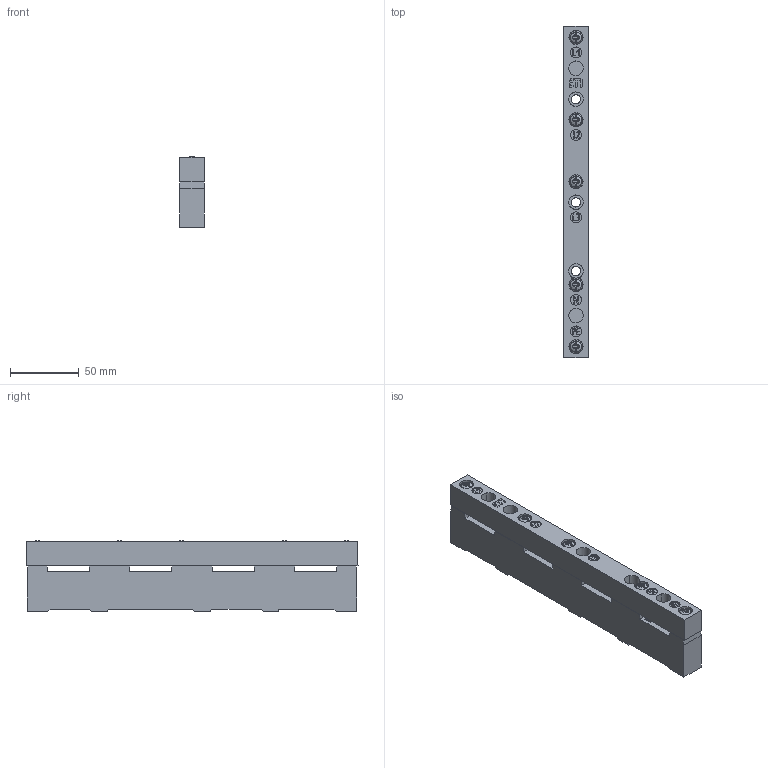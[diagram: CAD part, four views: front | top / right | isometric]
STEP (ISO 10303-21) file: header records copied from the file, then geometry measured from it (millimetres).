
FILE_DESCRIPTION((''),'2;1');
FILE_NAME('001696002_BBS_60-4_ASM','2023-11-22T12:43:37',('klemen.sitar'),('Audax d.o.o.'),'CREO PARAMETRIC BY PTC INC, 2021304','CREO PARAMETRIC BY PTC INC, 2021304','');
FILE_SCHEMA(('AP242_MANAGED_MODEL_BASED_3D_ENGINEERING_MIM_LF { 1 0 10303 442 1 1 4 }'));
Length unit declared in the file: millimetre
Products named in the file (18): 33675_01_L_SST-UNTERTEIL_4-POLI; HAUPTKOERPER_NICHT_BENUTZEN_2_1; HAUPTKOERPER_NICHT_BENUTZEN_3_1; HAUPTKOERPER_NICHT_BENUTZEN_4_1; HAUPTKOERPER_NICHT_BENUTZEN_5_1; HAUPTKOERPER_NICHT_BENUTZEN_6_1; HAUPTKOERPER_NICHT_BENUTZEN_7_1; HAUPTKOERPER_NICHT_BENUTZEN_8_1; HAUPTKOERPER_NICHT_BENUTZEN_9_1; PRT0113_1_1; PRT0113_1_2; PRT0113_1_3; PRT0113_1_ASM; HAUPTKOERPER_NICHT_BENUTZEN_10_; 33676_01_L_SST-OBERTEIL_4-POLIG_ASM; 67481_EJOT-PT-SCHRAUBE_1_1; PRT0114_1; 001696002_BBS_60-4_ASM
Assembly tree (21 placements, depth 4):
  001696002_BBS_60-4_ASM
    33675_01_L_SST-UNTERTEIL_4-POLI
    33676_01_L_SST-OBERTEIL_4-POLIG_ASM
      HAUPTKOERPER_NICHT_BENUTZEN_2_1
      HAUPTKOERPER_NICHT_BENUTZEN_3_1
      HAUPTKOERPER_NICHT_BENUTZEN_4_1
      HAUPTKOERPER_NICHT_BENUTZEN_5_1
      HAUPTKOERPER_NICHT_BENUTZEN_6_1
      HAUPTKOERPER_NICHT_BENUTZEN_7_1
      HAUPTKOERPER_NICHT_BENUTZEN_8_1
      HAUPTKOERPER_NICHT_BENUTZEN_9_1
      PRT0113_1_ASM
        PRT0113_1_1
        PRT0113_1_2
        PRT0113_1_3
      HAUPTKOERPER_NICHT_BENUTZEN_10_
    67481_EJOT-PT-SCHRAUBE_1_1  x5
    PRT0114_1
Bounding box: 18 x 241.6 x 51.32 mm (x, y, z)
Volume: 145171.3 mm3; surface area: 72723.1 mm2
Topology: 19 solids, 19 shells, 1375 faces, 3334 edges, 2040 vertices
Faces by surface type: plane 998, cylinder 201, torus 121, cone 40, sphere 15
Entity records: 37180 total; most frequent: CARTESIAN_POINT 4567, DIRECTION 4165, ORIENTED_EDGE 4064, PRESENTATION_STYLE_ASSIGNMENT 2667, STYLED_ITEM 2558, CURVE_STYLE 2032, EDGE_CURVE 2032, VECTOR 1409
